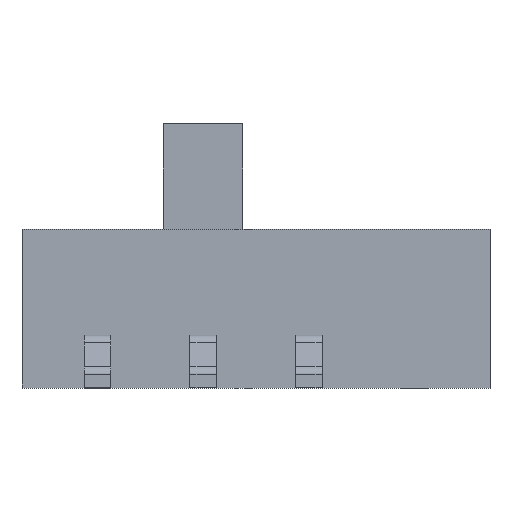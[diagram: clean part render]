
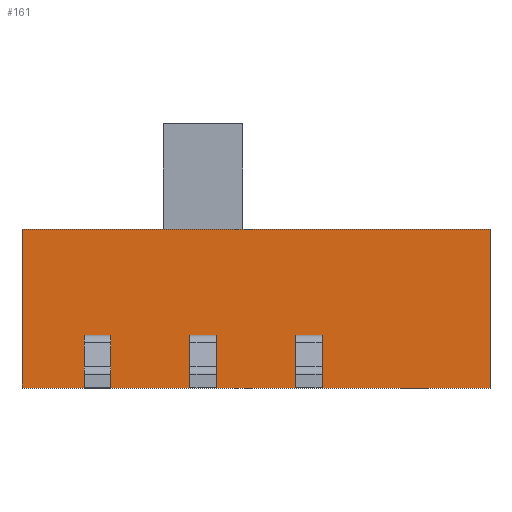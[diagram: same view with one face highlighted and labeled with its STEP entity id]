
A CAD part, top view. The second image highlights one B-rep face of the part: STEP entity #161.
In plain terms, the highlighted planar face has unit normal (0, 0, 1).
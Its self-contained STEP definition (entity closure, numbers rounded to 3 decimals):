
#64 = VERTEX_POINT('',#65);
#65 = CARTESIAN_POINT('',(4.425,0.,1.));
#82 = VERTEX_POINT('',#83);
#83 = CARTESIAN_POINT('',(4.425,3.,1.));
#89 = EDGE_CURVE('',#82,#64,#90,.T.);
#90 = LINE('',#91,#92);
#91 = CARTESIAN_POINT('',(4.425,3.,1.));
#92 = VECTOR('',#93,1.);
#93 = DIRECTION('',(-0.,-1.,-0.));
#135 = VERTEX_POINT('',#136);
#136 = CARTESIAN_POINT('',(-4.425,0.,1.));
#142 = EDGE_CURVE('',#143,#135,#145,.T.);
#143 = VERTEX_POINT('',#144);
#144 = CARTESIAN_POINT('',(-4.425,3.,1.));
#145 = LINE('',#146,#147);
#146 = CARTESIAN_POINT('',(-4.425,3.,1.));
#147 = VECTOR('',#148,1.);
#148 = DIRECTION('',(-0.,-1.,-0.));
#161 = ADVANCED_FACE('',(#162),#178,.F.);
#162 = FACE_BOUND('',#163,.T.);
#163 = EDGE_LOOP('',(#164,#170,#171,#177));
#164 = ORIENTED_EDGE('',*,*,#165,.T.);
#165 = EDGE_CURVE('',#135,#64,#166,.T.);
#166 = LINE('',#167,#168);
#167 = CARTESIAN_POINT('',(-4.425,0.,1.));
#168 = VECTOR('',#169,1.);
#169 = DIRECTION('',(1.,0.,0.));
#170 = ORIENTED_EDGE('',*,*,#89,.F.);
#171 = ORIENTED_EDGE('',*,*,#172,.F.);
#172 = EDGE_CURVE('',#143,#82,#173,.T.);
#173 = LINE('',#174,#175);
#174 = CARTESIAN_POINT('',(-4.425,3.,1.));
#175 = VECTOR('',#176,1.);
#176 = DIRECTION('',(1.,0.,0.));
#177 = ORIENTED_EDGE('',*,*,#142,.T.);
#178 = PLANE('',#179);
#179 = AXIS2_PLACEMENT_3D('',#180,#181,#182);
#180 = CARTESIAN_POINT('',(-4.425,3.,1.));
#181 = DIRECTION('',(0.,0.,-1.));
#182 = DIRECTION('',(-1.,0.,-0.));
